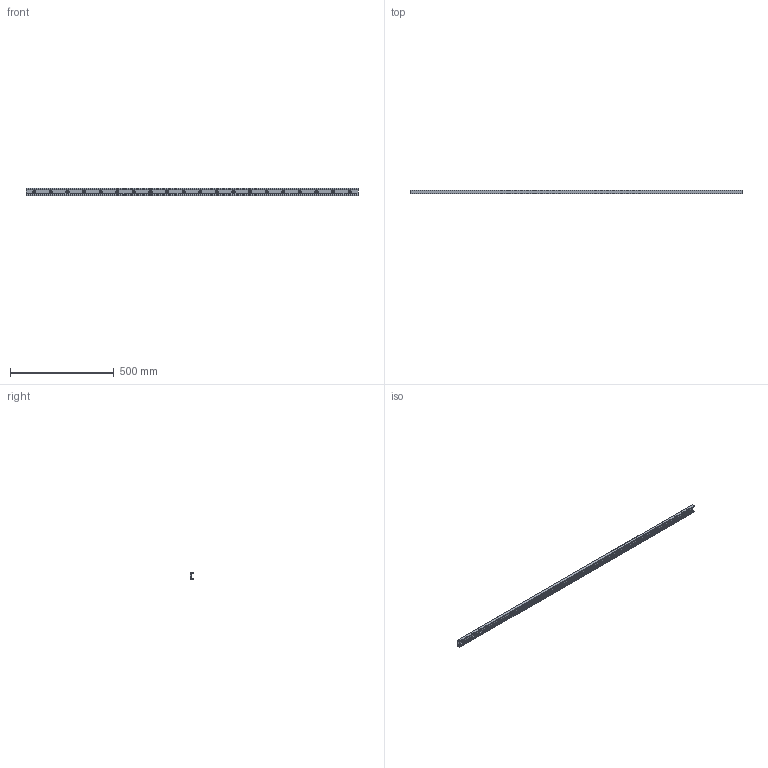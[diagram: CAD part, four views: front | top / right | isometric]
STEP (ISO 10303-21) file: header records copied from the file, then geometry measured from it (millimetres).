
FILE_DESCRIPTION((''),'2;1');
FILE_NAME('LCX 35-1600.C.stp','2016-04-28T09:01:31',('MRathmann'),(''),'Autodesk Inventor 2012','Autodesk Inventor 2012','');
FILE_SCHEMA(('CONFIG_CONTROL_DESIGN'));
Length unit declared in the file: millimetre
Products named in the file (1): LCX 35-1600.C
Bounding box: 1600 x 16.5 x 35 mm (x, y, z)
Volume: 344857.8 mm3; surface area: 205617.4 mm2
Topology: 1 solids, 1 shells, 88 faces, 278 edges, 192 vertices
Faces by surface type: cylinder 53, plane 35
Full cylindrical faces by diameter (mm): 8 x20, 15 x20
Entity records: 3234 total; most frequent: CARTESIAN_POINT 1019, DIRECTION 462, ORIENTED_EDGE 396, EDGE_CURVE 198, AXIS2_PLACEMENT_3D 195, EDGE_LOOP 168, VERTEX_POINT 152, CIRCLE 106
